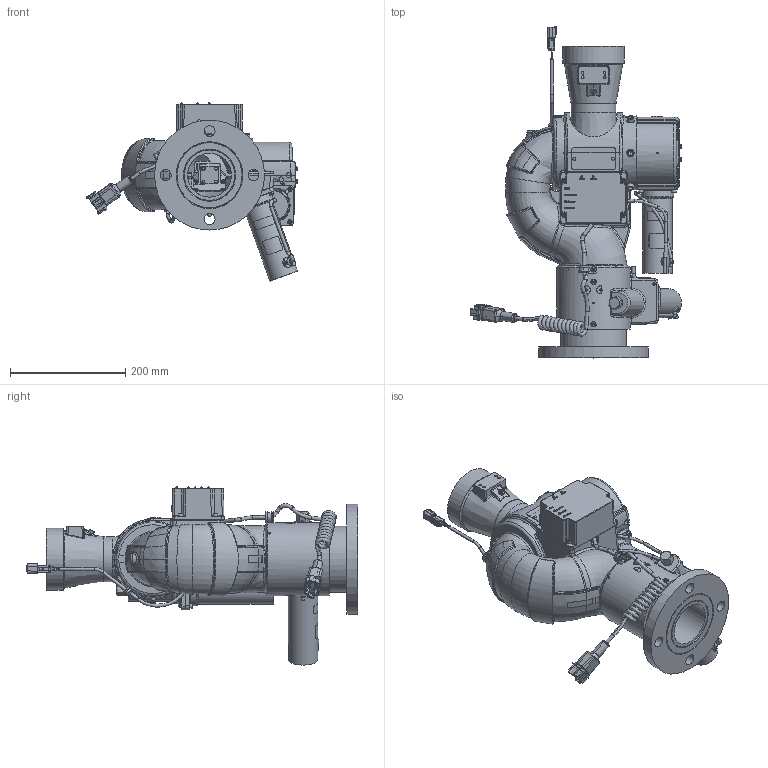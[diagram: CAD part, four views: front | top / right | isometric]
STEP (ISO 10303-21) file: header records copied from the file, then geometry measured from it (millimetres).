
FILE_DESCRIPTION (( 'STEP AP203' ), '1' );
FILE_NAME ('7250HDX2.STEP', '2019-12-02T15:47:06', ( '' ), ( '' ), 'SwSTEP 2.0', 'SolidWorks 2019', '' );
FILE_SCHEMA (( 'CONFIG_CONTROL_DESIGN' ));
Products named in the file (1): 7250HDX2
Bounding box: 365.98 x 575.45 x 308.78 mm (x, y, z)
Surface area: 621191.1 mm2 (no closed solid volume)
Topology: 0 solids, 144 shells, 1671 faces, 6874 edges, 5177 vertices
Faces by surface type: plane 604, bspline 479, cylinder 441, cone 93, torus 46, sphere 8
Full cylindrical faces by diameter (mm): 1.575 x4, 1.984 x1, 2.769 x1, 2.778 x1, 2.997 x6, 3.175 x1, 3.454 x1, 3.797 x4, 3.973 x1, 4.039 x9, 4.166 x2, 4.826 x1, 5 x2, 5.08 x10, 5.105 x2, 5.842 x4, 6.35 x3, 6.731 x1, 6.858 x8, 7.137 x1, 7.62 x5, 7.874 x1, 7.925 x2, 7.937 x1, 7.938 x13, 8.433 x2, 9.169 x1, 9.525 x2, 11.379 x1, 11.908 x5
Entity records: 120088 total; most frequent: CARTESIAN_POINT 70868, ORIENTED_EDGE 9521, DIRECTION 8467, EDGE_CURVE 6479, VERTEX_POINT 5060, VECTOR 3205, LINE 3205, AXIS2_PLACEMENT_3D 2631
